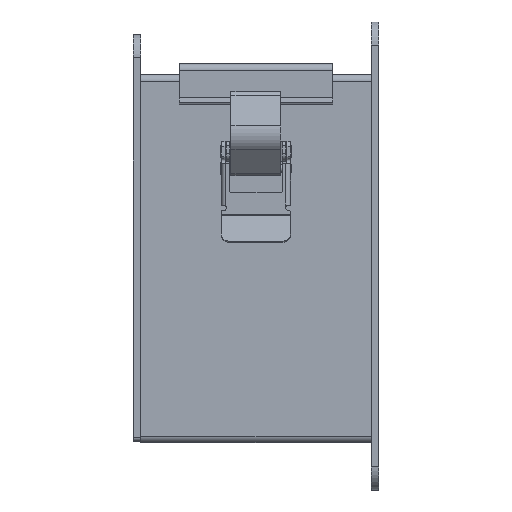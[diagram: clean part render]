
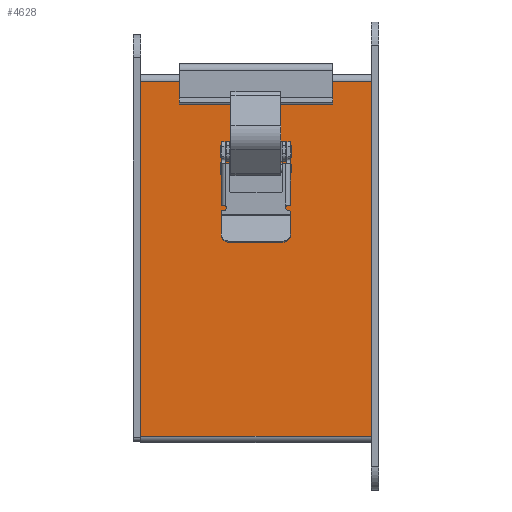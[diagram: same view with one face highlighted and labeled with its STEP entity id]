
A CAD part, front view. The second image highlights one B-rep face of the part: STEP entity #4628.
In plain terms, the highlighted planar face has unit normal (0, -1, 0).
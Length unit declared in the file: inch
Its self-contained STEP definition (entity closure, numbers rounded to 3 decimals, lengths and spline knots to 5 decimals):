
#42 = DIRECTION ( 'NONE',  ( 0., 0., 1. ) ) ;
#296 = EDGE_CURVE ( 'NONE', #5398, #6744, #475, .T. ) ;
#475 = LINE ( 'NONE', #5382, #6906 ) ;
#518 = LINE ( 'NONE', #4819, #3545 ) ;
#526 = LINE ( 'NONE', #3623, #4656 ) ;
#1094 = CARTESIAN_POINT ( 'NONE',  ( 1.875, -3., -2.892 ) ) ;
#1557 = CARTESIAN_POINT ( 'NONE',  ( -1.875, -3., 2.892 ) ) ;
#2431 = VERTEX_POINT ( 'NONE', #3402 ) ;
#3402 = CARTESIAN_POINT ( 'NONE',  ( 1.875, -3., 2.892 ) ) ;
#3463 = VECTOR ( 'NONE', #5351, 39.37008 ) ;
#3464 = CARTESIAN_POINT ( 'NONE',  ( -1.875, -3., 2.892 ) ) ;
#3545 = VECTOR ( 'NONE', #4256, 39.37008 ) ;
#3623 = CARTESIAN_POINT ( 'NONE',  ( 1.875, -3., 3. ) ) ;
#3797 = DIRECTION ( 'NONE',  ( 0., 0., -1. ) ) ;
#3880 = CARTESIAN_POINT ( 'NONE',  ( -1.875, -3., 3. ) ) ;
#3916 = ORIENTED_EDGE ( 'NONE', *, *, #7602, .T. ) ;
#4256 = DIRECTION ( 'NONE',  ( 1., 0., 0. ) ) ;
#4276 = CARTESIAN_POINT ( 'NONE',  ( -1.875, -3., -2.892 ) ) ;
#4534 = AXIS2_PLACEMENT_3D ( 'NONE', #3880, #5160, #3797 ) ;
#4628 = ADVANCED_FACE ( 'NONE', ( #5605 ), #6897, .T. ) ;
#4656 = VECTOR ( 'NONE', #42, 39.37008 ) ;
#4700 = DIRECTION ( 'NONE',  ( 0., 0., -1. ) ) ;
#4819 = CARTESIAN_POINT ( 'NONE',  ( -1.875, -3., -2.892 ) ) ;
#4879 = VERTEX_POINT ( 'NONE', #1094 ) ;
#5068 = ORIENTED_EDGE ( 'NONE', *, *, #5991, .T. ) ;
#5160 = DIRECTION ( 'NONE',  ( 0., -1., 0. ) ) ;
#5351 = DIRECTION ( 'NONE',  ( -1., 0., 0. ) ) ;
#5382 = CARTESIAN_POINT ( 'NONE',  ( -1.875, -3., 3. ) ) ;
#5398 = VERTEX_POINT ( 'NONE', #1557 ) ;
#5605 = FACE_OUTER_BOUND ( 'NONE', #6574, .T. ) ;
#5822 = EDGE_CURVE ( 'NONE', #2431, #5398, #7776, .T. ) ;
#5991 = EDGE_CURVE ( 'NONE', #4879, #2431, #526, .T. ) ;
#6065 = ORIENTED_EDGE ( 'NONE', *, *, #296, .T. ) ;
#6196 = ORIENTED_EDGE ( 'NONE', *, *, #5822, .T. ) ;
#6574 = EDGE_LOOP ( 'NONE', ( #6065, #3916, #5068, #6196 ) ) ;
#6744 = VERTEX_POINT ( 'NONE', #4276 ) ;
#6897 = PLANE ( 'NONE',  #4534 ) ;
#6906 = VECTOR ( 'NONE', #4700, 39.37008 ) ;
#7602 = EDGE_CURVE ( 'NONE', #6744, #4879, #518, .T. ) ;
#7776 = LINE ( 'NONE', #3464, #3463 ) ;
